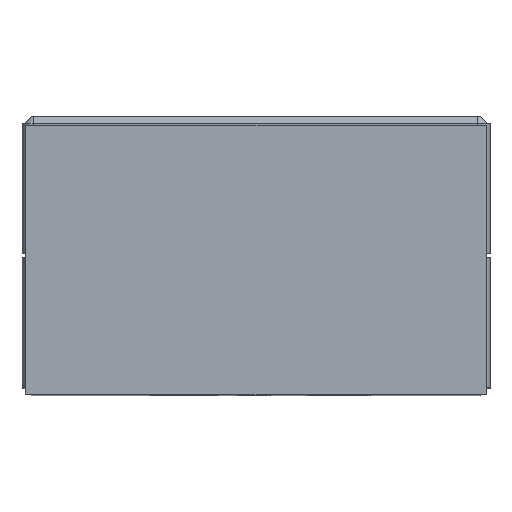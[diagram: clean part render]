
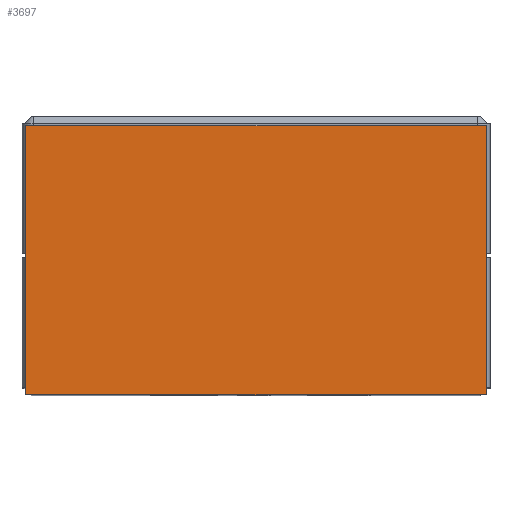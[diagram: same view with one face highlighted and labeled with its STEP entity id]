
A CAD part, top view. The second image highlights one B-rep face of the part: STEP entity #3697.
In plain terms, the highlighted free-form (B-spline) face has degree [1, 1] with [2, 2] control points.
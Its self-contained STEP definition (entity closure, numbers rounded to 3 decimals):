
#3662=CARTESIAN_POINT('',(-5.28,-3.28,0.05));
#3663=CARTESIAN_POINT('',(-5.28,7.28,0.05));
#3664=CARTESIAN_POINT('',(5.28,-3.28,0.05));
#3665=CARTESIAN_POINT('',(5.28,7.28,0.05));
#3666=B_SPLINE_SURFACE_WITH_KNOTS('',1,1,((#3662,#3663),(#3664,#3665)),.PLANE_SURF.,.F.,.F.,.U.,(2,2),(2,2),(0.,1.),(0.,1.),.UNSPECIFIED.);
#3667=CARTESIAN_POINT('',(-4.8,-2.8,0.05));
#3668=VERTEX_POINT('',#3667);
#3669=CARTESIAN_POINT('',(4.8,-2.8,0.05));
#3670=VERTEX_POINT('',#3669);
#3671=CARTESIAN_POINT('',(-4.8,-2.8,0.05));
#3672=CARTESIAN_POINT('',(4.8,-2.8,0.05));
#3673=B_SPLINE_CURVE_WITH_KNOTS('',1,(#3671,#3672),.POLYLINE_FORM.,.F.,.U.,(2,2),(0.,1.),.UNSPECIFIED.);
#3674=EDGE_CURVE('',#3668,#3670,#3673,.T.);
#3675=ORIENTED_EDGE('',*,*,#3674,.T.);
#3676=CARTESIAN_POINT('',(4.8,2.8,0.05));
#3677=VERTEX_POINT('',#3676);
#3678=CARTESIAN_POINT('',(4.8,-2.8,0.05));
#3679=CARTESIAN_POINT('',(4.8,2.8,0.05));
#3680=B_SPLINE_CURVE_WITH_KNOTS('',1,(#3678,#3679),.POLYLINE_FORM.,.F.,.U.,(2,2),(0.,1.),.UNSPECIFIED.);
#3681=EDGE_CURVE('',#3670,#3677,#3680,.T.);
#3682=ORIENTED_EDGE('',*,*,#3681,.T.);
#3683=CARTESIAN_POINT('',(-4.8,2.8,0.05));
#3684=VERTEX_POINT('',#3683);
#3685=CARTESIAN_POINT('',(4.8,2.8,0.05));
#3686=CARTESIAN_POINT('',(-4.8,2.8,0.05));
#3687=B_SPLINE_CURVE_WITH_KNOTS('',1,(#3685,#3686),.POLYLINE_FORM.,.F.,.U.,(2,2),(0.,1.),.UNSPECIFIED.);
#3688=EDGE_CURVE('',#3677,#3684,#3687,.T.);
#3689=ORIENTED_EDGE('',*,*,#3688,.T.);
#3690=CARTESIAN_POINT('',(-4.8,2.8,0.05));
#3691=CARTESIAN_POINT('',(-4.8,-2.8,0.05));
#3692=B_SPLINE_CURVE_WITH_KNOTS('',1,(#3690,#3691),.POLYLINE_FORM.,.F.,.U.,(2,2),(0.,1.),.UNSPECIFIED.);
#3693=EDGE_CURVE('',#3684,#3668,#3692,.T.);
#3694=ORIENTED_EDGE('',*,*,#3693,.T.);
#3695=EDGE_LOOP('',(#3675,#3682,#3689,#3694));
#3696=FACE_OUTER_BOUND('',#3695,.T.);
#3697=ADVANCED_FACE('',(#3696),#3666,.T.);
